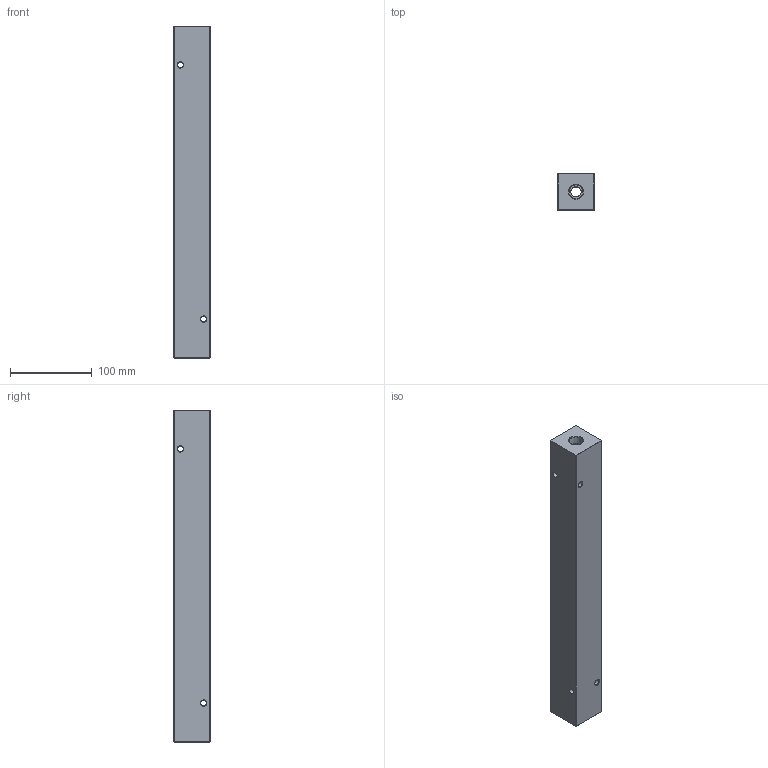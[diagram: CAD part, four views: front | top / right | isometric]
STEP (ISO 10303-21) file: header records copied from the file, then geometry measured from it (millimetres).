
FILE_DESCRIPTION (( 'STEP AP214' ), '1' );
FILE_NAME ('HM-9-0-P-6-4.STEP', '2020-02-28T16:18:49', ( '' ), ( '' ), 'SwSTEP 2.0', 'SolidWorks 2019', '' );
FILE_SCHEMA (( 'AUTOMOTIVE_DESIGN' ));
Length unit declared in the file: inch
Products named in the file (1): HM-9-0-P-6-4
Bounding box: 44.45 x 44.45 x 406.4 mm (x, y, z)
Volume: 724293.7 mm3; surface area: 99493.9 mm2
Topology: 1 solids, 1 shells, 503 faces, 1304 edges, 846 vertices
Faces by surface type: plane 248, bspline 177, cone 42, cylinder 36
Entity records: 30809 total; most frequent: CARTESIAN_POINT 13359, ORIENTED_EDGE 2608, DIRECTION 1676, EDGE_CURVE 1304, VERTEX_POINT 846, LINE 810, VECTOR 810, EDGE_LOOP 578
